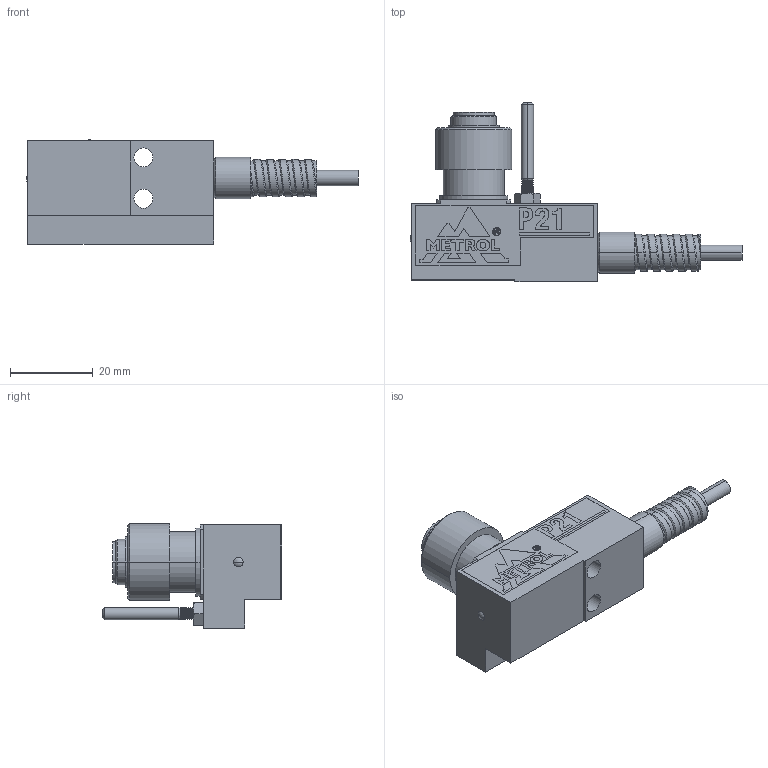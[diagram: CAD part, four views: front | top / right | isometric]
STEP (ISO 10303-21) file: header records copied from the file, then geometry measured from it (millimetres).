
FILE_DESCRIPTION (( 'STEP AP203' ), '1' );
FILE_NAME ('P21EDBP-22-28.STEP', '2017-11-24T02:44:38', ( '' ), ( '' ), 'SwSTEP 2.0', 'SolidWorks 2017', '' );
FILE_SCHEMA (( 'CONFIG_CONTROL_DESIGN' ));
Length unit declared in the file: millimetre
Products named in the file (1): P21EDBP-22-28
Bounding box: 80.43 x 43.5 x 25.25 mm (x, y, z)
Volume: 24208.9 mm3; surface area: 7963.5 mm2
Topology: 1 solids, 1 shells, 367 faces, 1008 edges, 664 vertices
Faces by surface type: plane 182, bspline 111, cylinder 54, cone 18, sphere 2
Entity records: 18470 total; most frequent: CARTESIAN_POINT 10049, ORIENTED_EDGE 2012, DIRECTION 1278, EDGE_CURVE 1006, VERTEX_POINT 664, LINE 588, VECTOR 588, EDGE_LOOP 406
